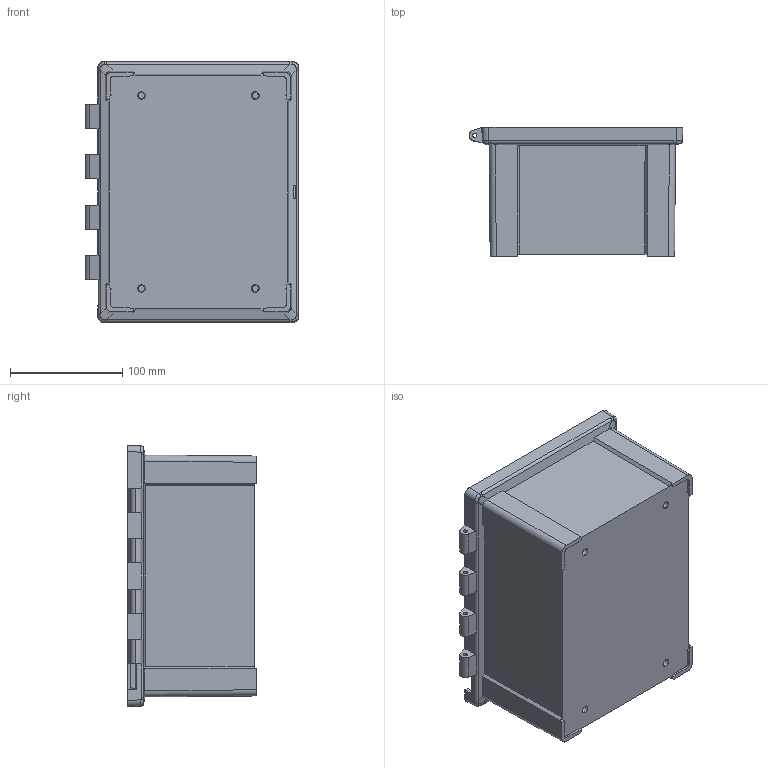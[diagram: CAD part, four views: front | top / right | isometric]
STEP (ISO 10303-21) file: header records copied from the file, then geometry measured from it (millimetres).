
FILE_DESCRIPTION (( 'STEP AP214' ), '1' );
FILE_NAME ('8x6_hinge_base.STEP', '2016-05-12T05:20:26', ( '' ), ( '' ), 'SwSTEP 2.0', 'SolidWorks 2015', '' );
FILE_SCHEMA (( 'AUTOMOTIVE_DESIGN' ));
Length unit declared in the file: millimetre
Products named in the file (1): 8x6_hinge_base
Bounding box: 190.59 x 115 x 232.79 mm (x, y, z)
Volume: 192.6 mm3; surface area: 263885 mm2
Topology: 9 solids, 10 shells, 515 faces, 1396 edges, 915 vertices
Faces by surface type: plane 327, cylinder 100, cone 72, bspline 16
Entity records: 17390 total; most frequent: CARTESIAN_POINT 4624, ORIENTED_EDGE 2784, DIRECTION 2468, EDGE_CURVE 1392, VERTEX_POINT 915, VECTOR 900, LINE 900, AXIS2_PLACEMENT_3D 784
